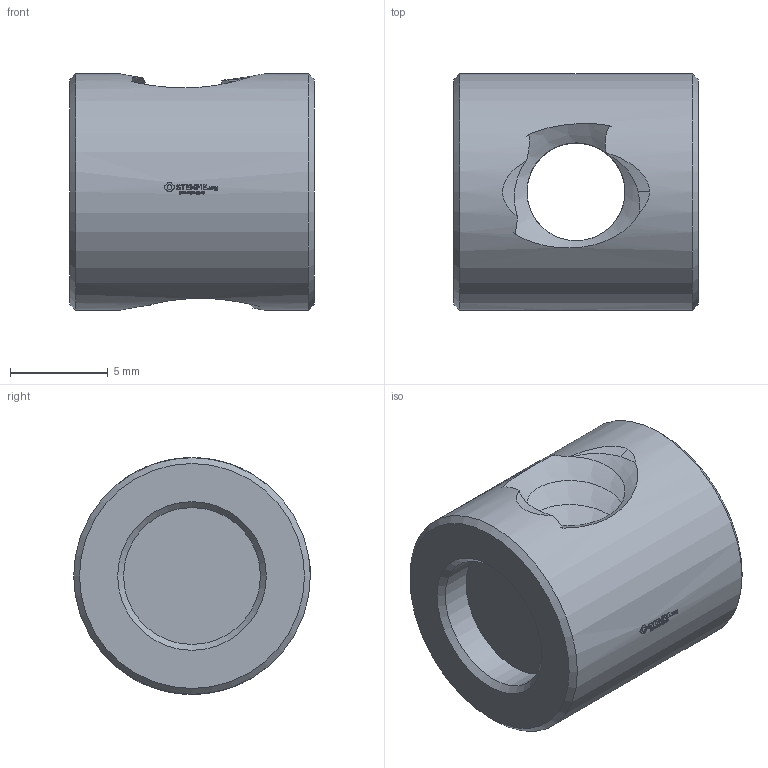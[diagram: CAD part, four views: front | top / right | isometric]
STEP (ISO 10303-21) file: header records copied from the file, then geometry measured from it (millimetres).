
FILE_DESCRIPTION(('FreeCAD Model'),'2;1');
FILE_NAME('Open CASCADE Shape Model','2021-07-30T00:00:12',( 'Paulo Kiefe'),('STEMFIE.org'),'Open CASCADE STEP processor 7.4', 'FreeCAD','Unknown');
FILE_SCHEMA(('AUTOMOTIVE_DESIGN { 1 0 10303 214 1 1 1 1 }'));
Length unit declared in the file: millimetre
Products named in the file (1): Nut_RH_BRL_CRS_SYM_ERHRH_BU01.00x01.00_-_SPN-NUT-0048_(stemfie.org)
Bounding box: 12.5 x 12.1 x 12.1 mm (x, y, z)
Volume: 924.8 mm3; surface area: 1139.4 mm2
Topology: 1 solids, 1 shells, 476 faces, 1315 edges, 875 vertices
Faces by surface type: plane 304, extrusion 146, cylinder 12, cone 10, bspline 4
Full cylindrical faces by diameter (mm): 7 x2, 12.1 x1
Entity records: 41633 total; most frequent: CARTESIAN_POINT 16798, DIRECTION 3969, VECTOR 2659, ORIENTED_EDGE 2630, PCURVE 2630, DEFINITIONAL_REPRESENTATION 2630, LINE 2513, EDGE_CURVE 1315
